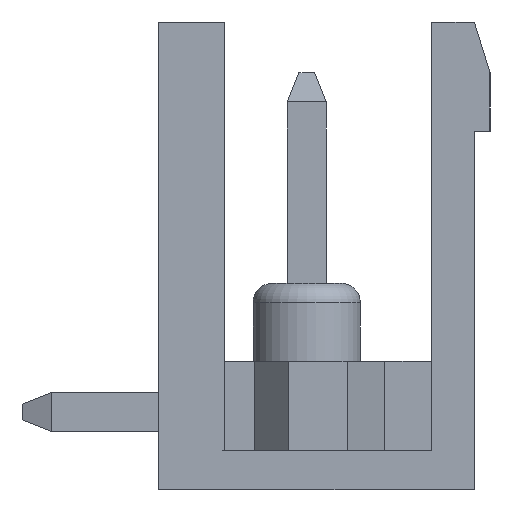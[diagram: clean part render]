
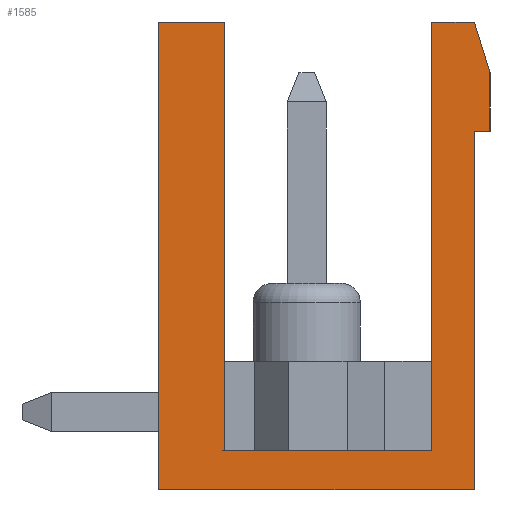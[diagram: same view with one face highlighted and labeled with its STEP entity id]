
A CAD part, left-side view. The second image highlights one B-rep face of the part: STEP entity #1585.
In plain terms, the highlighted planar face has unit normal (-1, 0, 0).
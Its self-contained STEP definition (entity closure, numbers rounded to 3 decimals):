
#1585 = ADVANCED_FACE( '', ( #3247 ), #3248, .F. );
#3247 = FACE_OUTER_BOUND( '', #5005, .T. );
#3248 = PLANE( '', #5006 );
#5005 = EDGE_LOOP( '', ( #9361, #9362, #9363, #9364, #9365, #9366, #9367, #9368, #9369, #9370, #9371 ) );
#5006 = AXIS2_PLACEMENT_3D( '', #9372, #9373, #9374 );
#9361 = ORIENTED_EDGE( '', *, *, #11421, .T. );
#9362 = ORIENTED_EDGE( '', *, *, #11379, .F. );
#9363 = ORIENTED_EDGE( '', *, *, #12743, .F. );
#9364 = ORIENTED_EDGE( '', *, *, #11497, .F. );
#9365 = ORIENTED_EDGE( '', *, *, #11293, .T. );
#9366 = ORIENTED_EDGE( '', *, *, #11042, .F. );
#9367 = ORIENTED_EDGE( '', *, *, #11684, .F. );
#9368 = ORIENTED_EDGE( '', *, *, #11089, .F. );
#9369 = ORIENTED_EDGE( '', *, *, #12227, .T. );
#9370 = ORIENTED_EDGE( '', *, *, #12744, .T. );
#9371 = ORIENTED_EDGE( '', *, *, #12745, .F. );
#9372 = CARTESIAN_POINT( '', ( -40.64, 0., 0. ) );
#9373 = DIRECTION( '', ( 1., 0., 0. ) );
#9374 = DIRECTION( '', ( 0., 0., -1. ) );
#11042 = EDGE_CURVE( '', #13328, #13329, #13330, .T. );
#11089 = EDGE_CURVE( '', #13419, #13420, #13421, .T. );
#11293 = EDGE_CURVE( '', #13777, #13329, #13778, .T. );
#11379 = EDGE_CURVE( '', #13927, #13928, #13929, .T. );
#11421 = EDGE_CURVE( '', #13992, #13928, #13993, .T. );
#11497 = EDGE_CURVE( '', #13777, #14111, #14119, .T. );
#11684 = EDGE_CURVE( '', #13420, #13328, #14421, .T. );
#12227 = EDGE_CURVE( '', #13419, #15242, #15243, .T. );
#12743 = EDGE_CURVE( '', #14111, #13927, #15917, .T. );
#12744 = EDGE_CURVE( '', #15242, #15918, #15919, .T. );
#12745 = EDGE_CURVE( '', #13992, #15918, #15920, .T. );
#13328 = VERTEX_POINT( '', #16670 );
#13329 = VERTEX_POINT( '', #16671 );
#13330 = LINE( '', #16672, #16673 );
#13419 = VERTEX_POINT( '', #16789 );
#13420 = VERTEX_POINT( '', #16790 );
#13421 = LINE( '', #16791, #16792 );
#13777 = VERTEX_POINT( '', #17298 );
#13778 = LINE( '', #17299, #17300 );
#13927 = VERTEX_POINT( '', #17513 );
#13928 = VERTEX_POINT( '', #17514 );
#13929 = LINE( '', #17515, #17516 );
#13992 = VERTEX_POINT( '', #17610 );
#13993 = LINE( '', #17611, #17612 );
#14111 = VERTEX_POINT( '', #17782 );
#14119 = LINE( '', #17794, #17795 );
#14421 = LINE( '', #18229, #18230 );
#15242 = VERTEX_POINT( '', #19441 );
#15243 = LINE( '', #19442, #19443 );
#15917 = LINE( '', #20467, #20468 );
#15918 = VERTEX_POINT( '', #20469 );
#15919 = LINE( '', #20470, #20471 );
#15920 = LINE( '', #20472, #20473 );
#16670 = CARTESIAN_POINT( '', ( -40.64, 4.05, 6. ) );
#16671 = CARTESIAN_POINT( '', ( -40.64, 2.35, 6. ) );
#16672 = CARTESIAN_POINT( '', ( -40.64, 4.05, 6. ) );
#16673 = VECTOR( '', #21016, 1000. );
#16789 = CARTESIAN_POINT( '', ( -40.64, -4.05, -6. ) );
#16790 = CARTESIAN_POINT( '', ( -40.64, 4.05, -6. ) );
#16791 = CARTESIAN_POINT( '', ( -40.64, -4.45, -6. ) );
#16792 = VECTOR( '', #21092, 1000. );
#17298 = CARTESIAN_POINT( '', ( -40.64, 2.35, -5. ) );
#17299 = CARTESIAN_POINT( '', ( -40.64, 2.35, -5. ) );
#17300 = VECTOR( '', #21291, 1000. );
#17513 = CARTESIAN_POINT( '', ( -40.64, -2.95, 6. ) );
#17514 = CARTESIAN_POINT( '', ( -40.64, -4.05, 6. ) );
#17515 = CARTESIAN_POINT( '', ( -40.64, 4.05, 6. ) );
#17516 = VECTOR( '', #21368, 1000. );
#17610 = CARTESIAN_POINT( '', ( -40.64, -4.45, 4.7 ) );
#17611 = CARTESIAN_POINT( '', ( -40.64, -4.45, 4.7 ) );
#17612 = VECTOR( '', #21400, 1000. );
#17782 = CARTESIAN_POINT( '', ( -40.64, -2.95, -5. ) );
#17794 = CARTESIAN_POINT( '', ( -40.64, 2.35, -5. ) );
#17795 = VECTOR( '', #21469, 1000. );
#18229 = CARTESIAN_POINT( '', ( -40.64, 4.05, -6. ) );
#18230 = VECTOR( '', #21647, 1000. );
#19441 = CARTESIAN_POINT( '', ( -40.64, -4.05, 3.2 ) );
#19442 = CARTESIAN_POINT( '', ( -40.64, -4.05, -6. ) );
#19443 = VECTOR( '', #22146, 1000. );
#20467 = CARTESIAN_POINT( '', ( -40.64, -2.95, -5. ) );
#20468 = VECTOR( '', #22548, 1000. );
#20469 = CARTESIAN_POINT( '', ( -40.64, -4.45, 3.2 ) );
#20470 = CARTESIAN_POINT( '', ( -40.64, -4.05, 3.2 ) );
#20471 = VECTOR( '', #22549, 1000. );
#20472 = CARTESIAN_POINT( '', ( -40.64, -4.45, 6. ) );
#20473 = VECTOR( '', #22550, 1000. );
#21016 = DIRECTION( '', ( 0., -1., 0. ) );
#21092 = DIRECTION( '', ( 0., 1., 0. ) );
#21291 = DIRECTION( '', ( 0., 0., 1. ) );
#21368 = DIRECTION( '', ( 0., -1., 0. ) );
#21400 = DIRECTION( '', ( 0., 0.294, 0.956 ) );
#21469 = DIRECTION( '', ( 0., -1., 0. ) );
#21647 = DIRECTION( '', ( 0., 0., 1. ) );
#22146 = DIRECTION( '', ( 0., 0., 1. ) );
#22548 = DIRECTION( '', ( 0., 0., 1. ) );
#22549 = DIRECTION( '', ( 0., -1., 0. ) );
#22550 = DIRECTION( '', ( 0., 0., -1. ) );
